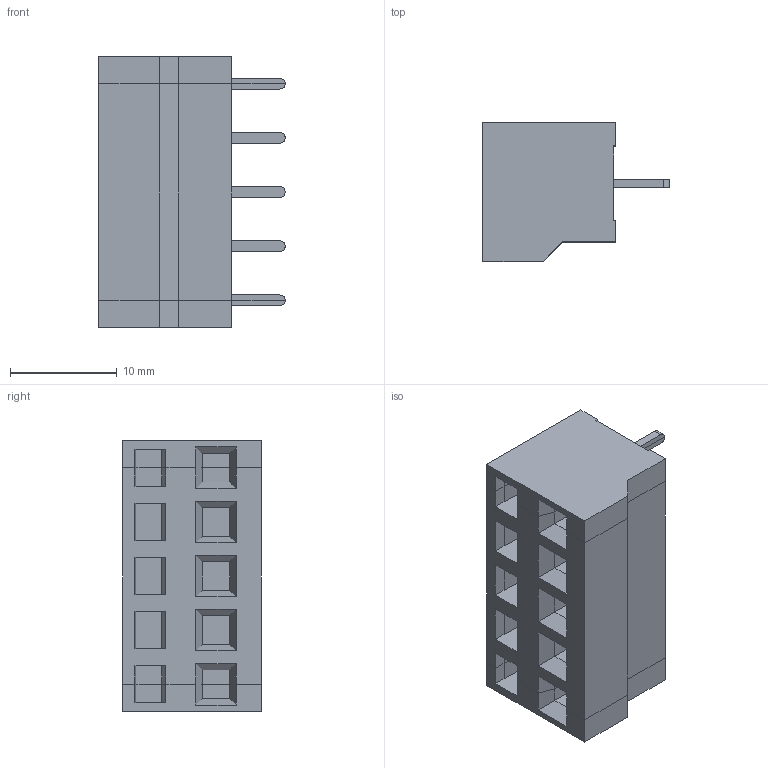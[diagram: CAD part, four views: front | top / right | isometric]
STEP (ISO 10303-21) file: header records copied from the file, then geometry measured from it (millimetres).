
FILE_DESCRIPTION( ( 'Unknown' ), '1' );
FILE_NAME( '691416500005.stp', 'Unknown', ( 'Unknown' ), ( 'Unknown' ), 'PSStep 18.0.17', 'Unknown', ' ' );
FILE_SCHEMA( ( 'AUTOMOTIVE_DESIGN { 1 0 10303 214 1 1 1 1 }' ) );
Length unit declared in the file: millimetre
Products named in the file (4): Assem1; MRT23P5.08_DX; MRT23P5.08_SX; 691416500005
Assembly tree (3 placements, depth 2):
  Assem1
    MRT23P5.08_DX
    MRT23P5.08_SX
    691416500005
Bounding box: 17.5 x 13 x 25.4 mm (x, y, z)
Volume: 3243.4 mm3; surface area: 2943.5 mm2
Topology: 3 solids, 3 shells, 229 faces, 604 edges, 396 vertices
Faces by surface type: plane 222, cylinder 7
Entity records: 8814 total; most frequent: CARTESIAN_POINT 1233, ORIENTED_EDGE 1208, DIRECTION 1084, EDGE_CURVE 604, LINE 590, VECTOR 590, VERTEX_POINT 396, AXIS2_PLACEMENT_3D 247
